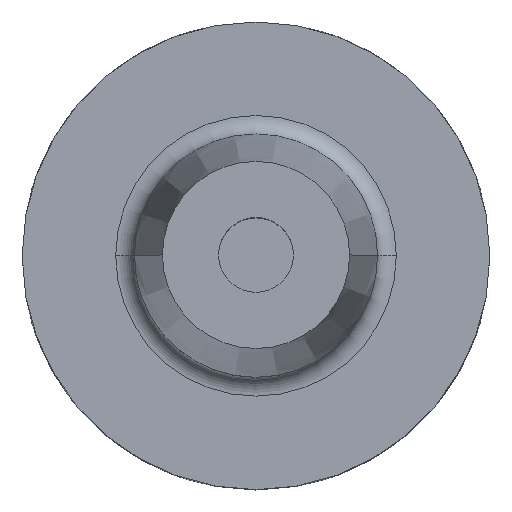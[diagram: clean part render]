
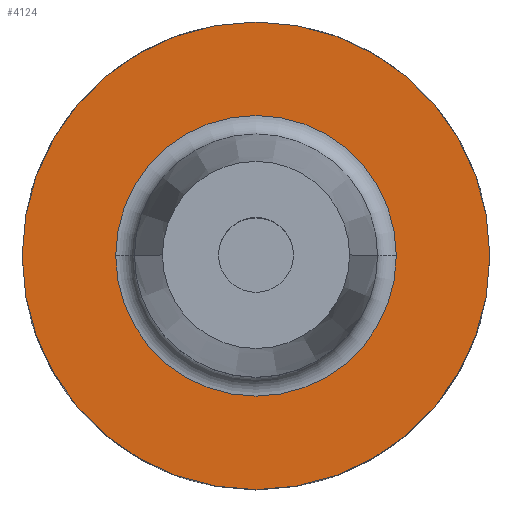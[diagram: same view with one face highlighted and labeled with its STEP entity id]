
A CAD part, top view. The second image highlights one B-rep face of the part: STEP entity #4124.
In plain terms, the highlighted planar face has unit normal (0, 0, 1).
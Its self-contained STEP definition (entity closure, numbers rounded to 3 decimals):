
#222 = DIRECTION ( 'NONE',  ( 0., 0., -1. ) ) ;
#285 = DIRECTION ( 'NONE',  ( 1., 0., 0. ) ) ;
#301 = DIRECTION ( 'NONE',  ( 0., 0., 1. ) ) ;
#313 = CARTESIAN_POINT ( 'NONE',  ( 0., 0., 20. ) ) ;
#434 = ORIENTED_EDGE ( 'NONE', *, *, #523, .T. ) ;
#519 = CARTESIAN_POINT ( 'NONE',  ( -25., 0., 20. ) ) ;
#523 = EDGE_CURVE ( 'NONE', #2789, #2558, #4443, .T. ) ;
#558 = EDGE_CURVE ( 'NONE', #3416, #3284, #680, .T. ) ;
#620 = AXIS2_PLACEMENT_3D ( 'NONE', #3454, #3814, #3826 ) ;
#680 = CIRCLE ( 'NONE', #4550, 25. ) ;
#704 = DIRECTION ( 'NONE',  ( -1., 0., 0. ) ) ;
#720 = DIRECTION ( 'NONE',  ( 0., 0., -1. ) ) ;
#738 = CARTESIAN_POINT ( 'NONE',  ( 0., 0., 20. ) ) ;
#906 = PLANE ( 'NONE',  #620 ) ;
#1229 = AXIS2_PLACEMENT_3D ( 'NONE', #2003, #1983, #1967 ) ;
#1289 = FACE_BOUND ( 'NONE', #2008, .T. ) ;
#1417 = FACE_OUTER_BOUND ( 'NONE', #4356, .T. ) ;
#1701 = CARTESIAN_POINT ( 'NONE',  ( 15., 0., 20. ) ) ;
#1967 = DIRECTION ( 'NONE',  ( 1., 0., 0. ) ) ;
#1983 = DIRECTION ( 'NONE',  ( 0., 0., 1. ) ) ;
#2003 = CARTESIAN_POINT ( 'NONE',  ( 0., 0., 20. ) ) ;
#2008 = EDGE_LOOP ( 'NONE', ( #434, #2849 ) ) ;
#2448 = CARTESIAN_POINT ( 'NONE',  ( 0., 0., 20. ) ) ;
#2558 = VERTEX_POINT ( 'NONE', #1701 ) ;
#2575 = ORIENTED_EDGE ( 'NONE', *, *, #3006, .T. ) ;
#2789 = VERTEX_POINT ( 'NONE', #4493 ) ;
#2815 = DIRECTION ( 'NONE',  ( -1., 0., 0. ) ) ;
#2849 = ORIENTED_EDGE ( 'NONE', *, *, #4224, .T. ) ;
#2854 = AXIS2_PLACEMENT_3D ( 'NONE', #2448, #222, #2815 ) ;
#2896 = CIRCLE ( 'NONE', #1229, 25. ) ;
#2910 = ORIENTED_EDGE ( 'NONE', *, *, #558, .T. ) ;
#3006 = EDGE_CURVE ( 'NONE', #3284, #3416, #2896, .T. ) ;
#3284 = VERTEX_POINT ( 'NONE', #519 ) ;
#3416 = VERTEX_POINT ( 'NONE', #4192 ) ;
#3454 = CARTESIAN_POINT ( 'NONE',  ( 0., 0., 20. ) ) ;
#3599 = AXIS2_PLACEMENT_3D ( 'NONE', #738, #720, #704 ) ;
#3814 = DIRECTION ( 'NONE',  ( 0., 0., -1. ) ) ;
#3826 = DIRECTION ( 'NONE',  ( -1., 0., 0. ) ) ;
#3849 = CIRCLE ( 'NONE', #2854, 15. ) ;
#4124 = ADVANCED_FACE ( 'NONE', ( #1289, #1417 ), #906, .F. ) ;
#4192 = CARTESIAN_POINT ( 'NONE',  ( 25., 0., 20. ) ) ;
#4224 = EDGE_CURVE ( 'NONE', #2558, #2789, #3849, .T. ) ;
#4356 = EDGE_LOOP ( 'NONE', ( #2910, #2575 ) ) ;
#4443 = CIRCLE ( 'NONE', #3599, 15. ) ;
#4493 = CARTESIAN_POINT ( 'NONE',  ( -15., 0., 20. ) ) ;
#4550 = AXIS2_PLACEMENT_3D ( 'NONE', #313, #301, #285 ) ;
